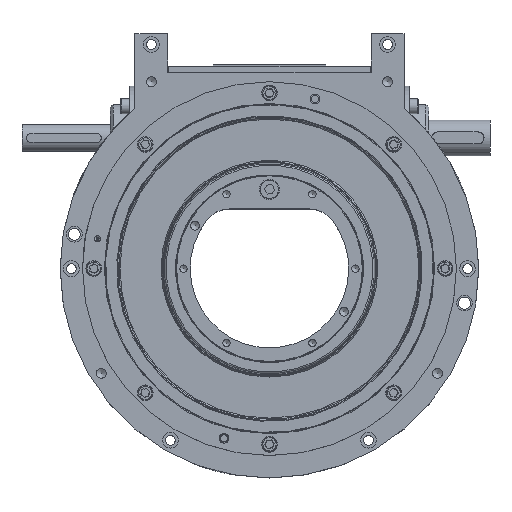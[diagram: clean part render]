
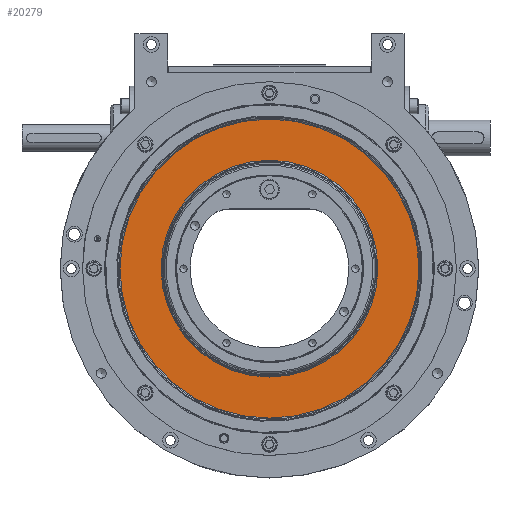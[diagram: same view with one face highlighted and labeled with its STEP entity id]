
A CAD part, top view. The second image highlights one B-rep face of the part: STEP entity #20279.
In plain terms, the highlighted planar face has unit normal (0, 0, 1).
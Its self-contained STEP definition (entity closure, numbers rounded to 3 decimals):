
#486=PLANE('',#21539);
#3743=ORIENTED_EDGE('',*,*,#6897,.F.);
#3744=ORIENTED_EDGE('',*,*,#6898,.T.);
#6897=EDGE_CURVE('',#8598,#8598,#9868,.T.);
#6898=EDGE_CURVE('',#8599,#8599,#9869,.T.);
#8598=VERTEX_POINT('',#26605);
#8599=VERTEX_POINT('',#26607);
#9868=CIRCLE('',#21540,100.);
#9869=CIRCLE('',#21541,72.5);
#10461=EDGE_LOOP('',(#3743));
#10462=EDGE_LOOP('',(#3744));
#12211=FACE_BOUND('',#10461,.T.);
#12212=FACE_BOUND('',#10462,.T.);
#20279=ADVANCED_FACE('',(#12211,#12212),#486,.F.);
#21539=AXIS2_PLACEMENT_3D('',#26603,#23223,#23224);
#21540=AXIS2_PLACEMENT_3D('',#26604,#23225,#23226);
#21541=AXIS2_PLACEMENT_3D('',#26606,#23227,#23228);
#23223=DIRECTION('',(0.,0.,-1.));
#23224=DIRECTION('',(-1.,0.,0.));
#23225=DIRECTION('',(0.,0.,-1.));
#23226=DIRECTION('',(1.,0.,0.));
#23227=DIRECTION('',(0.,0.,-1.));
#23228=DIRECTION('',(1.,0.,0.));
#26603=CARTESIAN_POINT('',(0.,0.,33.5));
#26604=CARTESIAN_POINT('',(0.,0.,33.5));
#26605=CARTESIAN_POINT('',(100.,0.,33.5));
#26606=CARTESIAN_POINT('',(0.,0.,33.5));
#26607=CARTESIAN_POINT('',(72.5,0.,33.5));
